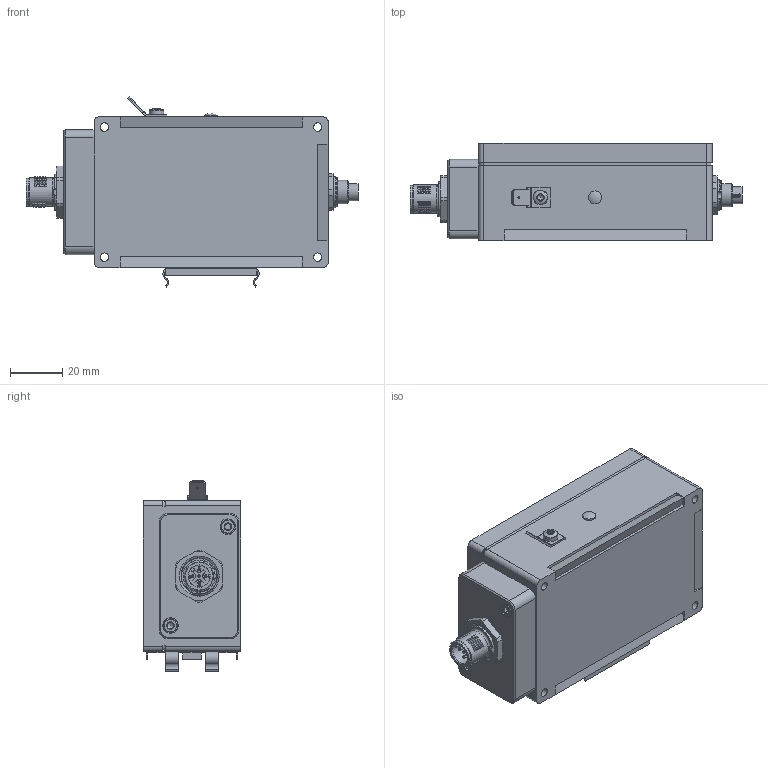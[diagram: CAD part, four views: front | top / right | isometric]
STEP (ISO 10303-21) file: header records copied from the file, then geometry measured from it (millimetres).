
FILE_DESCRIPTION(/* description */ (''),/* implementation_level */ '2;1');
FILE_NAME(/* name */ 'ARE i2.0x HF DOKU v3.step',/* time_stamp */ '2023-09-13T14:17:45+02:00',/* author */ (''),/* organization */ (''),/* preprocessor_version */ 'ST-DEVELOPER v20',/* originating_system */ 'Autodesk Translation Framework v12.9.0.99',/* authorisation */ '');
FILE_SCHEMA (('AUTOMOTIVE_DESIGN { 1 0 10303 214 3 1 1 }'));
Length unit declared in the file: millimetre
Products named in the file (4): ARE i2.0x HF DOKU; #47852; BEDRUCKUNG; KerbKonus 813000030800
Assembly tree (4 placements, depth 3):
  ARE i2.0x HF DOKU
    #47852
      KerbKonus 813000030800  x2
      BEDRUCKUNG
Bounding box: 127.65 x 37.5 x 73.09 mm (x, y, z)
Volume: 87239.5 mm3; surface area: 52202.2 mm2
Topology: 2 solids, 7 shells, 1274 faces, 3476 edges, 2227 vertices
Faces by surface type: plane 657, cylinder 337, bspline 125, cone 97, torus 37, sphere 21
Full cylindrical faces by diameter (mm): 0.7 x2, 1 x5, 1.3 x5, 1.52 x1, 1.778 x1, 2.6 x1, 2.693 x1, 3 x3, 3.2 x6, 3.3 x2, 3.5 x1, 3.861 x1, 4 x6, 4.134 x1, 4.2 x2, 4.242 x2, 4.4 x2, 5.004 x1, 5.134 x1, 5.5 x2, 5.6 x1, 6 x3, 6.6 x1, 7.5 x1, 8.315 x1, 9 x1, 9.65 x1, 10.7 x1, 10.9 x1, 12.9 x2
Entity records: 47760 total; most frequent: CARTESIAN_POINT 15966, ORIENTED_EDGE 6910, DIRECTION 6233, EDGE_CURVE 3455, VERTEX_POINT 2227, AXIS2_PLACEMENT_3D 2113, LINE 2007, VECTOR 2007
